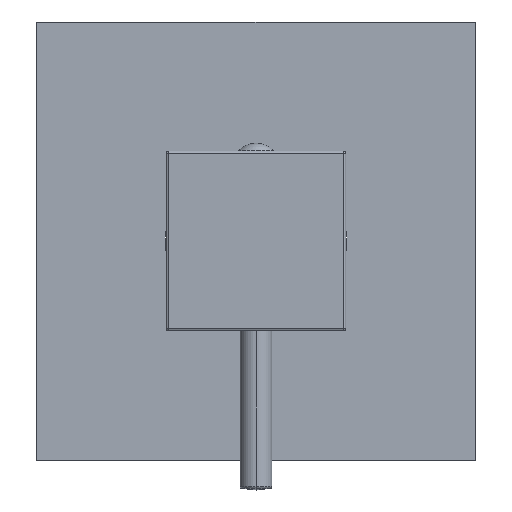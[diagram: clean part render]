
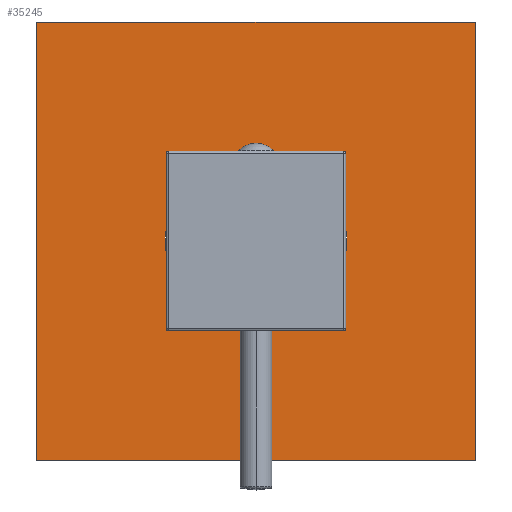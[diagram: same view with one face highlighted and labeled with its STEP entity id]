
A CAD part, top view. The second image highlights one B-rep face of the part: STEP entity #35245.
In plain terms, the highlighted planar face has unit normal (0, 0, 1).
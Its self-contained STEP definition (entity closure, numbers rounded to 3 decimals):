
#35057=DIRECTION('',(0.,1.,0.));
#35058=VECTOR('',#35057,110.);
#35059=CARTESIAN_POINT('',(55.,-55.,52.));
#35060=LINE('',#35059,#35058);
#35061=DIRECTION('',(1.,0.,0.));
#35062=VECTOR('',#35061,110.);
#35063=CARTESIAN_POINT('',(-55.,-55.,52.));
#35064=LINE('',#35063,#35062);
#35065=DIRECTION('',(0.,-1.,0.));
#35066=VECTOR('',#35065,110.);
#35067=CARTESIAN_POINT('',(-55.,55.,52.));
#35068=LINE('',#35067,#35066);
#35069=DIRECTION('',(-1.,0.,0.));
#35070=VECTOR('',#35069,110.);
#35071=CARTESIAN_POINT('',(55.,55.,52.));
#35072=LINE('',#35071,#35070);
#35073=CARTESIAN_POINT('',(0.,0.,52.));
#35074=DIRECTION('',(0.,0.,-1.));
#35075=DIRECTION('',(-1.,0.,0.));
#35076=AXIS2_PLACEMENT_3D('',#35073,#35074,#35075);
#35078=CARTESIAN_POINT('',(0.,0.,52.));
#35079=DIRECTION('',(0.,0.,-1.));
#35080=DIRECTION('',(1.,0.,0.));
#35081=AXIS2_PLACEMENT_3D('',#35078,#35079,#35080);
#35103=CARTESIAN_POINT('',(-22.8,0.,52.));
#35104=CARTESIAN_POINT('',(22.8,0.,52.));
#35105=VERTEX_POINT('',#35103);
#35106=VERTEX_POINT('',#35104);
#35107=CARTESIAN_POINT('',(55.,-55.,52.));
#35108=CARTESIAN_POINT('',(55.,55.,52.));
#35109=VERTEX_POINT('',#35107);
#35110=VERTEX_POINT('',#35108);
#35111=CARTESIAN_POINT('',(-55.,55.,52.));
#35112=VERTEX_POINT('',#35111);
#35113=CARTESIAN_POINT('',(-55.,-55.,52.));
#35114=VERTEX_POINT('',#35113);
#35228=CARTESIAN_POINT('',(0.,0.,52.));
#35229=DIRECTION('',(0.,0.,1.));
#35230=DIRECTION('',(-1.,0.,0.));
#35231=AXIS2_PLACEMENT_3D('',#35228,#35229,#35230);
#35232=PLANE('',#35231);
#35233=ORIENTED_EDGE('',*,*,#35152,.F.);
#35234=ORIENTED_EDGE('',*,*,#35174,.F.);
#35235=ORIENTED_EDGE('',*,*,#35195,.F.);
#35236=ORIENTED_EDGE('',*,*,#35215,.F.);
#35237=EDGE_LOOP('',(#35233,#35234,#35235,#35236));
#35238=FACE_OUTER_BOUND('',#35237,.F.);
#35240=ORIENTED_EDGE('',*,*,#35239,.F.);
#35242=ORIENTED_EDGE('',*,*,#35241,.F.);
#35243=EDGE_LOOP('',(#35240,#35242));
#35244=FACE_BOUND('',#35243,.F.);
#35245=ADVANCED_FACE('',(#35238,#35244),#35232,.T.);
#35077=CIRCLE('',#35076,22.8);
#35082=CIRCLE('',#35081,22.8);
#35152=EDGE_CURVE('',#35109,#35110,#35060,.T.);
#35174=EDGE_CURVE('',#35114,#35109,#35064,.T.);
#35195=EDGE_CURVE('',#35112,#35114,#35068,.T.);
#35215=EDGE_CURVE('',#35110,#35112,#35072,.T.);
#35239=EDGE_CURVE('',#35105,#35106,#35077,.T.);
#35241=EDGE_CURVE('',#35106,#35105,#35082,.T.);
